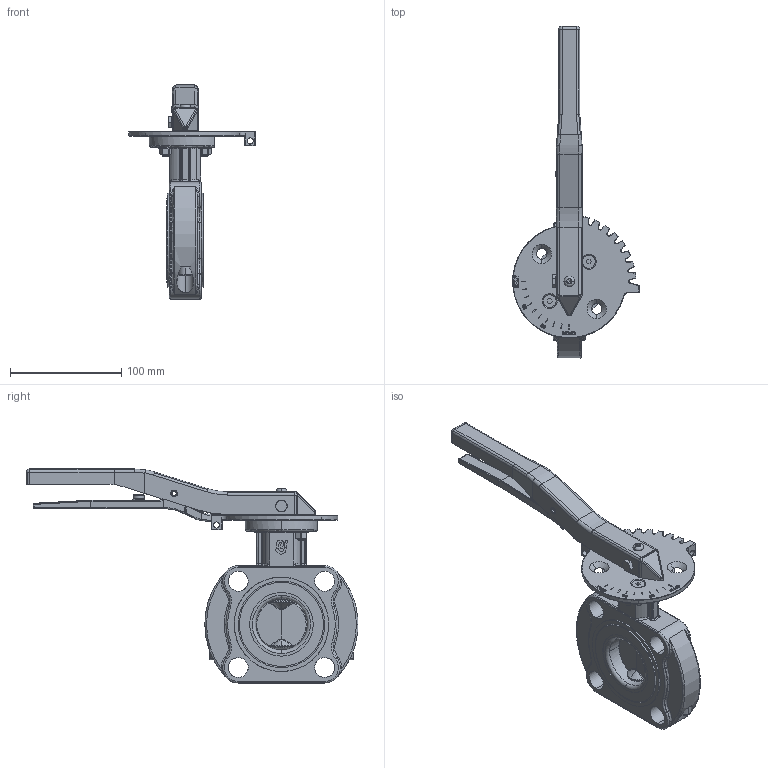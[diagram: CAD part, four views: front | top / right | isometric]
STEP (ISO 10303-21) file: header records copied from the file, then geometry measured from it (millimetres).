
FILE_DESCRIPTION(('HOOPS Exchange Step'),'2;1');
FILE_NAME('AK09_DN40_PN10-16_Handhebel.stp','2025-10-06T11:20:11+02:00',('nieru'),('Unknown organisation'),'HOOPS Exchange 2024.2','HOOPS Exchange','Unknown authorisation');
FILE_SCHEMA( ('AP203_CONFIGURATION_CONTROLLED_3D_DESIGN_OF_MECHANICAL_PARTS_AND_ASSEMBLIES_MIM_LF') );
Length unit declared in the file: millimetre
Products named in the file (3): 0; root
Assembly tree (2 placements, depth 3):
  root
    0
      0
Bounding box: 113.85 x 298.84 x 192.89 mm (x, y, z)
Volume: 463033.2 mm3; surface area: 122308.7 mm2
Topology: 8 solids, 8 shells, 1432 faces, 3681 edges, 2274 vertices
Faces by surface type: cylinder 560, plane 381, bspline 214, torus 168, cone 84, sphere 25
Full cylindrical faces by diameter (mm): 2.5 x1, 5.5 x2, 6 x2, 6.523 x2, 11.548 x2, 12.59 x2, 20 x1
Entity records: 104474 total; most frequent: CARTESIAN_POINT 73889, ORIENTED_EDGE 7254, DIRECTION 4814, EDGE_CURVE 3627, VERTEX_POINT 2274, AXIS2_PLACEMENT_3D 1734, B_SPLINE_CURVE_WITH_KNOTS 1651, EDGE_LOOP 1545
